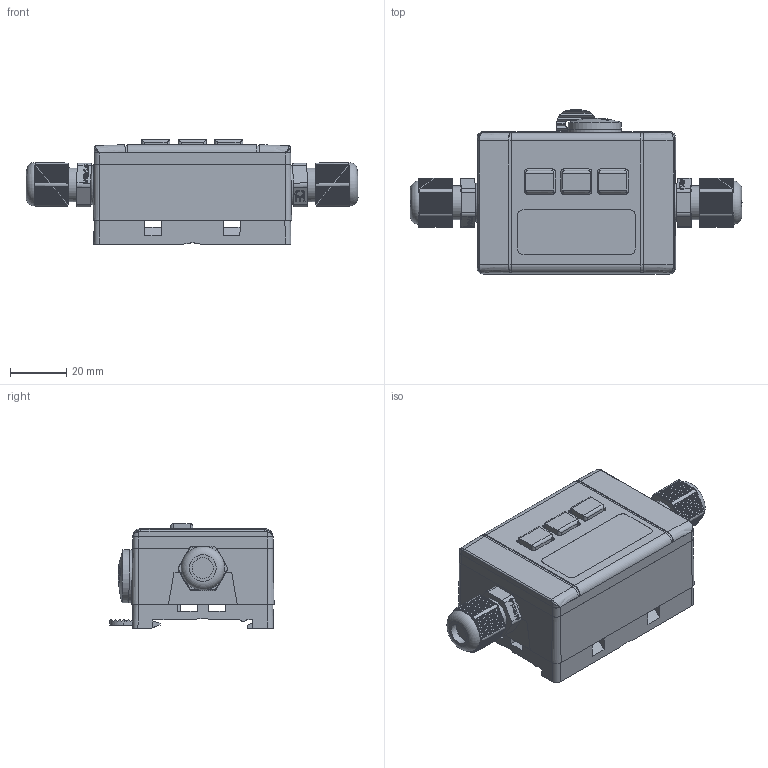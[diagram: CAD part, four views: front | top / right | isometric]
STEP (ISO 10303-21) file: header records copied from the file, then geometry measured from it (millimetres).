
FILE_DESCRIPTION(('STEP AP214'), '1');
FILE_NAME('ﾃ珮瑩頸', '', ('UNSPECIFIED'), ('UNSPECIFIED'), 'C3D Converter', 'C3D Toolkit', '');
FILE_SCHEMA(('AUTOMOTIVE_DESIGN { 1 0 10303 214 3 1 1}'));
Length unit declared in the file: millimetre
Products named in the file (20): Габарит; ^Copy (2) of __ITP11-N+M(2)_ITP11-N+M__X2_040F_X0_ｮ _X2_0433_X0_ｬｮｫ_X2_0437_X0_ｭ_X2_0401043E_X0_-1; Корпус 16,04,24_03; CapM16x1.5; Деталь3; Copy (3) of ^_ITP11-N+M(2)_ITP11-N+M__X2_040F_X0_ｮ _X2_0433_X0_ｬｮｫ_X2_0437_X0_ｭ_X2_0401043E_X0_; Copy (5) of ^_ITP11-N+M(2)_ITP11-N+M__X2_040F_X0_ｮ _X2_0433_X0_ｬｮｫ_X2_0437_X0_ｭ_X2_0401043E_X0_; Copy (7) of ^_ITP11-N+M(2)_ITP11-N+M__X2_040F_X0_ｮ _X2_0433_X0_ｬｮｫ_X2_0437_X0_ｭ_X2_0401043E_X0_; Copy (10) of ^_ITP11-N+M(2)_ITP11-N+M__X2_040F_X0_ｮ _X2_0433_X0_ｬｮｫ_X2_0437_X0_ｭ_X2_0401043E_X0_; Вставка итп новая 28,05,24_03; ^__ITP11-N+M(2)_ITP11-N+M__X2_040F_X0_ｮ _X2_0433_X0_ｬｮｫ_X2_0437_X0_ｭ_X2_0401043E_X0_-1; Copy (2) of ^__ITP11-N+M(2)_ITP11-N+M__X2_040F_X0_ｮ _X2_0433_X0_ｬｮｫ_X2_0437_X0_ｭ_X2_0401043E_X0_-1; Copy (2) of ^_ITP11-N+M(2)_ITP11-N+M__X2_040F_X0_ｮ _X2_0433_X0_ｬｮｫ_X2_0437_X0_ｭ_X2_0401043E_X0_; Гермоввод м12х1,5; Гермоввод м12х1,5_01; Винт м3х16_01
Assembly tree (23 placements, depth 2):
  Габарит
    ^Copy (2) of __ITP11-N+M(2)_ITP11-N+M__X2_040F_X0_ｮ _X2_0433_X0_ｬｮｫ_X2_0437_X0_ｭ_X2_0401043E_X0_-1  x4
    Корпус 16,04,24_03
    CapM16x1.5
    Деталь3
    Copy (3) of ^_ITP11-N+M(2)_ITP11-N+M__X2_040F_X0_ｮ _X2_0433_X0_ｬｮｫ_X2_0437_X0_ｭ_X2_0401043E_X0_
    Copy (5) of ^_ITP11-N+M(2)_ITP11-N+M__X2_040F_X0_ｮ _X2_0433_X0_ｬｮｫ_X2_0437_X0_ｭ_X2_0401043E_X0_
    Copy (7) of ^_ITP11-N+M(2)_ITP11-N+M__X2_040F_X0_ｮ _X2_0433_X0_ｬｮｫ_X2_0437_X0_ｭ_X2_0401043E_X0_
    Copy (10) of ^_ITP11-N+M(2)_ITP11-N+M__X2_040F_X0_ｮ _X2_0433_X0_ｬｮｫ_X2_0437_X0_ｭ_X2_0401043E_X0_
    Вставка итп новая 28,05,24_03
    ^__ITP11-N+M(2)_ITP11-N+M__X2_040F_X0_ｮ _X2_0433_X0_ｬｮｫ_X2_0437_X0_ｭ_X2_0401043E_X0_-1  x2
    Copy (2) of ^__ITP11-N+M(2)_ITP11-N+M__X2_040F_X0_ｮ _X2_0433_X0_ｬｮｫ_X2_0437_X0_ｭ_X2_0401043E_X0_-1
    Copy (2) of ^_ITP11-N+M(2)_ITP11-N+M__X2_040F_X0_ｮ _X2_0433_X0_ｬｮｫ_X2_0437_X0_ｭ_X2_0401043E_X0_
    Copy (2) of ^_ITP11-N+M(2)_ITP11-N+M__X2_040F_X0_ｮ _X2_0433_X0_ｬｮｫ_X2_0437_X0_ｭ_X2_0401043E_X0_
    Гермоввод м12х1,5
    Гермоввод м12х1,5
    Гермоввод м12х1,5_01
    Гермоввод м12х1,5_01
    Винт м3х16_01
    Винт м3х16_01
Bounding box: 118.22 x 58.46 x 37.2 mm (x, y, z)
Volume: 62888.3 mm3; surface area: 62672.6 mm2
Topology: 23 solids, 23 shells, 4117 faces, 11569 edges, 7590 vertices
Faces by surface type: plane 2605, cylinder 762, bspline 425, cone 308, sphere 13, torus 4
Full cylindrical faces by diameter (mm): 2 x1, 2.5 x6, 3 x2, 3.5 x10, 4 x11, 5.5 x2, 6 x1, 7.5 x4, 12 x2, 13.3 x1, 16 x1, 19 x2
Entity records: 215874 total; most frequent: CARTESIAN_POINT 107500, ORIENTED_EDGE 18360, DIRECTION 14166, EDGE_CURVE 9180, VERTEX_POINT 6076, LINE 5508, VECTOR 5508, AXIS2_PLACEMENT_3D 4329
